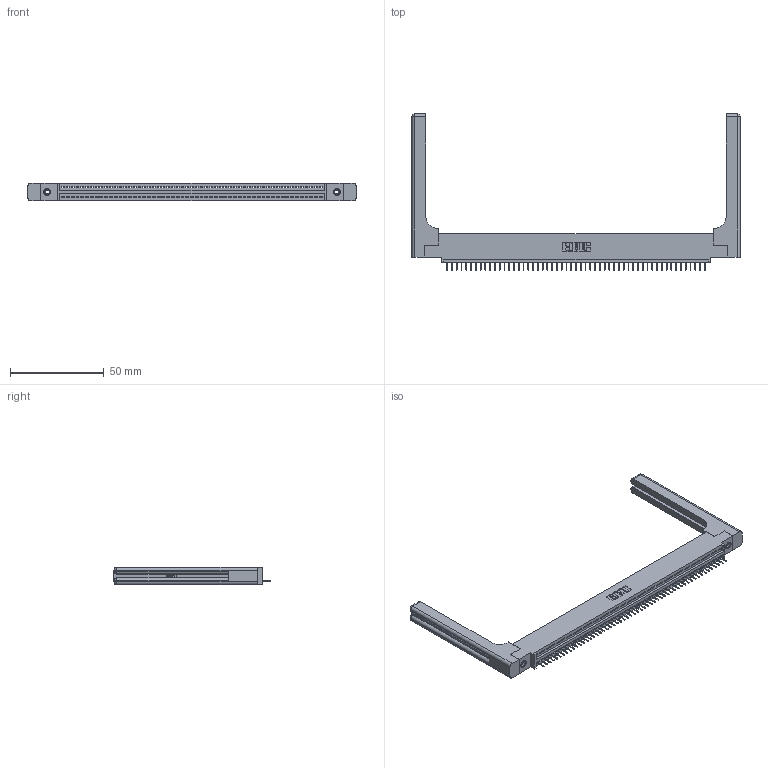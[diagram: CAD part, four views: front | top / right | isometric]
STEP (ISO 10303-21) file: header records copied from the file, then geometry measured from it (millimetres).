
FILE_DESCRIPTION (( 'STEP AP203' ), '1' );
FILE_NAME ('395-055-524-458.STEP', '2019-10-23T20:00:36', ( '' ), ( '' ), 'SwSTEP 2.0', 'SolidWorks 2016', '' );
FILE_SCHEMA (( 'CONFIG_CONTROL_DESIGN' ));
Length unit declared in the file: inch
Products named in the file (5): 345-250-001_345-250-001-102; 345 Part_0.110 Offset - 0.156 Dia-TH; 345-220-058_345-220-058; 395-055-524-458; 345-292-001_345-293-124
Assembly tree (60 placements, depth 2):
  395-055-524-458
    345 Part_0.110 Offset - 0.156 Dia-TH
    345-292-001_345-293-124  x55
    345-250-001_345-250-001-102  x2
    345-220-058_345-220-058  x2
Bounding box: 174.73 x 83.11 x 9.4 mm (x, y, z)
Volume: 24916.5 mm3; surface area: 26678.9 mm2
Topology: 60 solids, 60 shells, 3796 faces, 10919 edges, 7038 vertices
Faces by surface type: plane 2762, cylinder 974, bspline 36, cone 12, sphere 8, torus 4
Entity records: 45032 total; most frequent: CARTESIAN_POINT 8770, ORIENTED_EDGE 7556, DIRECTION 6588, EDGE_CURVE 3778, VECTOR 3338, LINE 3338, VERTEX_POINT 2506, AXIS2_PLACEMENT_3D 1625
